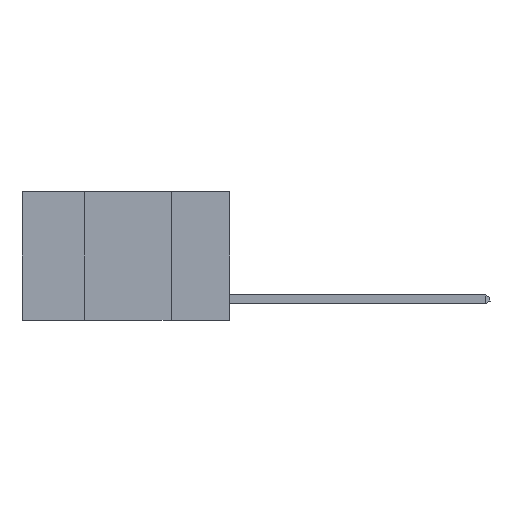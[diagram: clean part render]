
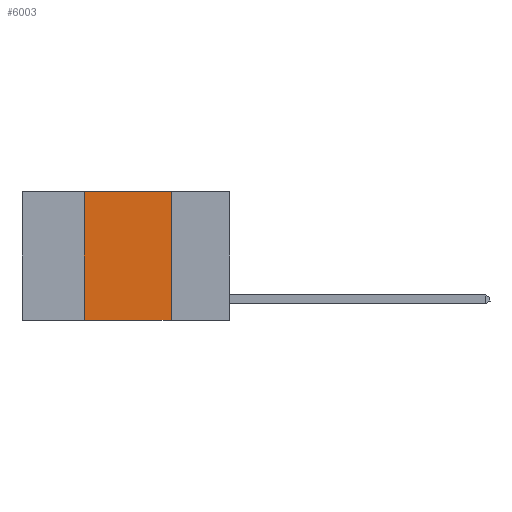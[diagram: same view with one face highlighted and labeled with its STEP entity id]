
A CAD part, left-side view. The second image highlights one B-rep face of the part: STEP entity #6003.
In plain terms, the highlighted planar face has unit normal (-1, 0, 0).
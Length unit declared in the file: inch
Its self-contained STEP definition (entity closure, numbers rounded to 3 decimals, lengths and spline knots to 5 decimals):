
#30 = ORIENTED_EDGE ( 'NONE', *, *, #6425, .F. ) ;
#532 = PLANE ( 'NONE',  #20652 ) ;
#582 = VERTEX_POINT ( 'NONE', #7888 ) ;
#2135 = LINE ( 'NONE', #18626, #6580 ) ;
#3527 = CARTESIAN_POINT ( 'NONE',  ( 0., 0.42, -0.37 ) ) ;
#3877 = FACE_OUTER_BOUND ( 'NONE', #10979, .T. ) ;
#4756 = ORIENTED_EDGE ( 'NONE', *, *, #20123, .F. ) ;
#5244 = CARTESIAN_POINT ( 'NONE',  ( 0., 0.42, 0. ) ) ;
#6003 = ADVANCED_FACE ( 'NONE', ( #3877 ), #532, .F. ) ;
#6425 = EDGE_CURVE ( 'NONE', #12877, #13748, #6847, .T. ) ;
#6580 = VECTOR ( 'NONE', #16670, 39.37008 ) ;
#6847 = LINE ( 'NONE', #5244, #6865 ) ;
#6865 = VECTOR ( 'NONE', #10077, 39.37008 ) ;
#7888 = CARTESIAN_POINT ( 'NONE',  ( 0., 0.17, -0.37 ) ) ;
#8473 = CARTESIAN_POINT ( 'NONE',  ( 0., 0.6, 0. ) ) ;
#10077 = DIRECTION ( 'NONE',  ( 0., 0., 1. ) ) ;
#10086 = DIRECTION ( 'NONE',  ( 0., 0., -1. ) ) ;
#10164 = LINE ( 'NONE', #11775, #21135 ) ;
#10205 = DIRECTION ( 'NONE',  ( 1., 0., 0. ) ) ;
#10413 = DIRECTION ( 'NONE',  ( 0., 0., -1. ) ) ;
#10979 = EDGE_LOOP ( 'NONE', ( #4756, #16997, #30, #15760 ) ) ;
#11026 = EDGE_CURVE ( 'NONE', #12877, #582, #2135, .T. ) ;
#11766 = VERTEX_POINT ( 'NONE', #13917 ) ;
#11775 = CARTESIAN_POINT ( 'NONE',  ( 0., 0.6, 0. ) ) ;
#12860 = EDGE_CURVE ( 'NONE', #13748, #11766, #10164, .T. ) ;
#12877 = VERTEX_POINT ( 'NONE', #3527 ) ;
#13518 = CARTESIAN_POINT ( 'NONE',  ( 0., 0.17, 0. ) ) ;
#13748 = VERTEX_POINT ( 'NONE', #20974 ) ;
#13917 = CARTESIAN_POINT ( 'NONE',  ( 0., 0.17, 0. ) ) ;
#14909 = DIRECTION ( 'NONE',  ( 0., -1., 0. ) ) ;
#15760 = ORIENTED_EDGE ( 'NONE', *, *, #11026, .T. ) ;
#16670 = DIRECTION ( 'NONE',  ( 0., -1., 0. ) ) ;
#16997 = ORIENTED_EDGE ( 'NONE', *, *, #12860, .F. ) ;
#18626 = CARTESIAN_POINT ( 'NONE',  ( 0., 0.6, -0.37 ) ) ;
#19898 = VECTOR ( 'NONE', #10086, 39.37008 ) ;
#20123 = EDGE_CURVE ( 'NONE', #11766, #582, #20244, .T. ) ;
#20244 = LINE ( 'NONE', #13518, #19898 ) ;
#20652 = AXIS2_PLACEMENT_3D ( 'NONE', #8473, #10205, #10413 ) ;
#20974 = CARTESIAN_POINT ( 'NONE',  ( 0., 0.42, 0. ) ) ;
#21135 = VECTOR ( 'NONE', #14909, 39.37008 ) ;
